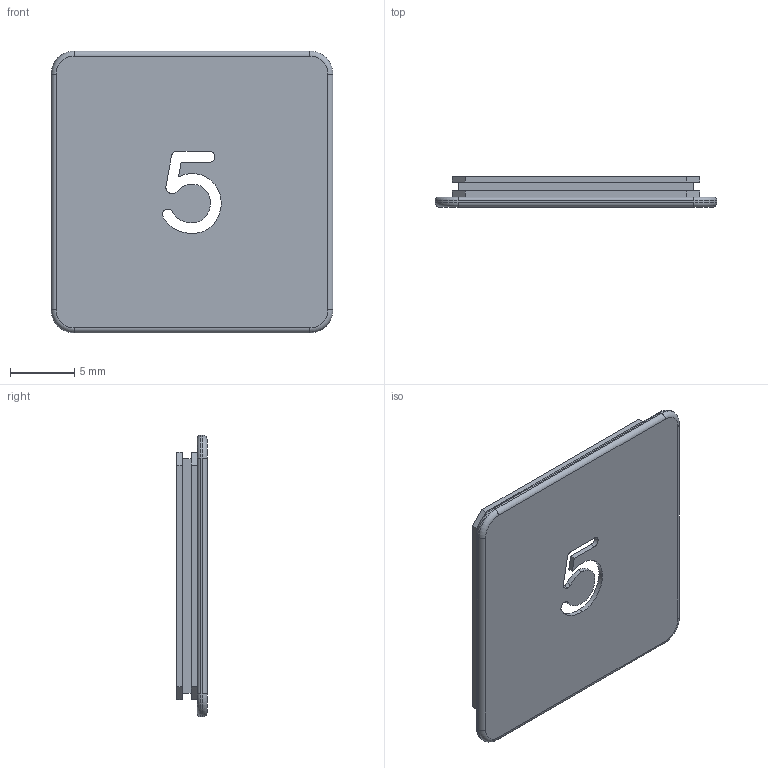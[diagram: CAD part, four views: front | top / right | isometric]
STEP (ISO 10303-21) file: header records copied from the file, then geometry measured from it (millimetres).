
FILE_DESCRIPTION (( 'STEP AP203' ), '1' );
FILE_NAME ('1005022-015.STEP', '2021-03-03T11:59:47', ( '' ), ( '' ), 'SwSTEP 2.0', 'SolidWorks 2019', '' );
FILE_SCHEMA (( 'CONFIG_CONTROL_DESIGN' ));
Length unit declared in the file: inch
Products named in the file (1): 1005022-015
Bounding box: 21.84 x 2.36 x 21.84 mm (x, y, z)
Volume: 639.1 mm3; surface area: 1211.8 mm2
Topology: 1 solids, 1 shells, 91 faces, 225 edges, 138 vertices
Faces by surface type: plane 53, bspline 18, cylinder 12, torus 8
Entity records: 3454 total; most frequent: CARTESIAN_POINT 1329, ORIENTED_EDGE 450, DIRECTION 369, EDGE_CURVE 225, VECTOR 157, LINE 157, VERTEX_POINT 138, AXIS2_PLACEMENT_3D 106
